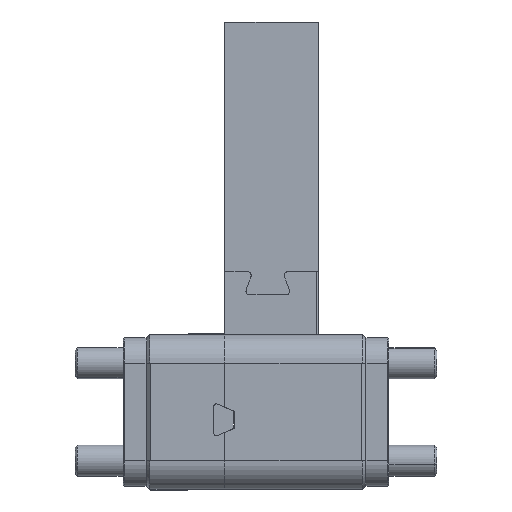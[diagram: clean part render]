
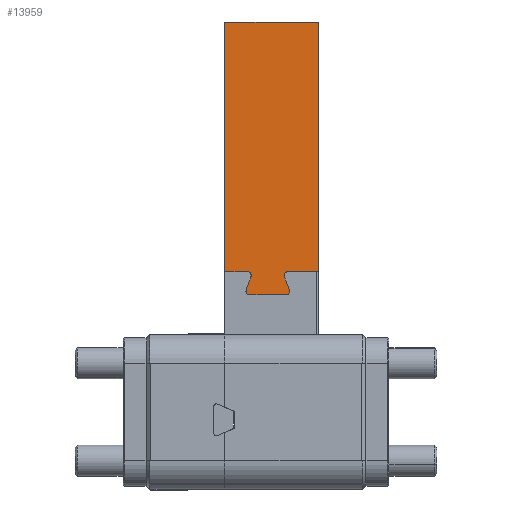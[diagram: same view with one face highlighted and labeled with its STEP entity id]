
A CAD part, left-side view. The second image highlights one B-rep face of the part: STEP entity #13959.
In plain terms, the highlighted face is planar.
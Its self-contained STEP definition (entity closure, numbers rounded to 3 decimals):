
#288 = CARTESIAN_POINT ( 'NONE',  ( 12., 0., 0. ) ) ;
#418 = CARTESIAN_POINT ( 'NONE',  ( 12., 0., -32. ) ) ;
#763 = VERTEX_POINT ( 'NONE', #6317 ) ;
#901 = DIRECTION ( 'NONE',  ( 0., 1., 0. ) ) ;
#976 = CARTESIAN_POINT ( 'NONE',  ( 3.214, 0., -35. ) ) ;
#1073 = CARTESIAN_POINT ( 'NONE',  ( 8.122, 0., -32. ) ) ;
#1084 = DIRECTION ( 'NONE',  ( 0., 0., -1. ) ) ;
#1139 = VERTEX_POINT ( 'NONE', #1987 ) ;
#1176 = AXIS2_PLACEMENT_3D ( 'NONE', #7334, #901, #8420 ) ;
#1408 = VERTEX_POINT ( 'NONE', #418 ) ;
#1543 = VECTOR ( 'NONE', #6404, 1000. ) ;
#1623 = ORIENTED_EDGE ( 'NONE', *, *, #9171, .T. ) ;
#1772 = CARTESIAN_POINT ( 'NONE',  ( 8.122, 0., -32.5 ) ) ;
#1987 = CARTESIAN_POINT ( 'NONE',  ( 0., 0., 0. ) ) ;
#2193 = CIRCLE ( 'NONE', #5463, 0.5 ) ;
#2613 = LINE ( 'NONE', #13632, #2634 ) ;
#2634 = VECTOR ( 'NONE', #2870, 1000. ) ;
#2844 = DIRECTION ( 'NONE',  ( 0., 1., 0. ) ) ;
#2870 = DIRECTION ( 'NONE',  ( 0.342, 0., 0.94 ) ) ;
#2872 = VERTEX_POINT ( 'NONE', #1073 ) ;
#3065 = VECTOR ( 'NONE', #10259, 1000. ) ;
#3087 = ORIENTED_EDGE ( 'NONE', *, *, #6042, .F. ) ;
#3152 = CARTESIAN_POINT ( 'NONE',  ( 7.786, 0., -34.5 ) ) ;
#3266 = EDGE_CURVE ( 'NONE', #12840, #10878, #2613, .T. ) ;
#3377 = AXIS2_PLACEMENT_3D ( 'NONE', #8932, #12152, #4578 ) ;
#3390 = VERTEX_POINT ( 'NONE', #7426 ) ;
#3591 = ORIENTED_EDGE ( 'NONE', *, *, #8780, .T. ) ;
#3773 = ORIENTED_EDGE ( 'NONE', *, *, #7923, .F. ) ;
#3871 = LINE ( 'NONE', #11938, #11289 ) ;
#3909 = CARTESIAN_POINT ( 'NONE',  ( 12., 0., 0. ) ) ;
#4126 = DIRECTION ( 'NONE',  ( 0., 0., 1. ) ) ;
#4404 = ORIENTED_EDGE ( 'NONE', *, *, #9172, .T. ) ;
#4407 = CARTESIAN_POINT ( 'NONE',  ( 7.652, 0., -32.671 ) ) ;
#4542 = CIRCLE ( 'NONE', #1176, 0.5 ) ;
#4578 = DIRECTION ( 'NONE',  ( 0., 0., 1. ) ) ;
#4582 = ORIENTED_EDGE ( 'NONE', *, *, #10131, .F. ) ;
#4619 = LINE ( 'NONE', #288, #5629 ) ;
#5292 = CIRCLE ( 'NONE', #6607, 0.5 ) ;
#5376 = EDGE_CURVE ( 'NONE', #1408, #2872, #8796, .T. ) ;
#5463 = AXIS2_PLACEMENT_3D ( 'NONE', #3152, #7477, #4126 ) ;
#5629 = VECTOR ( 'NONE', #8940, 1000. ) ;
#5660 = VECTOR ( 'NONE', #7773, 1000. ) ;
#5953 = EDGE_CURVE ( 'NONE', #7708, #10878, #4542, .T. ) ;
#6001 = EDGE_CURVE ( 'NONE', #763, #3390, #2193, .T. ) ;
#6042 = EDGE_CURVE ( 'NONE', #11742, #763, #6063, .T. ) ;
#6063 = LINE ( 'NONE', #8467, #1543 ) ;
#6238 = CARTESIAN_POINT ( 'NONE',  ( 0., 0., -32. ) ) ;
#6317 = CARTESIAN_POINT ( 'NONE',  ( 8.256, 0., -34.329 ) ) ;
#6404 = DIRECTION ( 'NONE',  ( 0.342, 0., -0.94 ) ) ;
#6556 = DIRECTION ( 'NONE',  ( -1., 0., 0. ) ) ;
#6607 = AXIS2_PLACEMENT_3D ( 'NONE', #1772, #2844, #12565 ) ;
#7109 = VECTOR ( 'NONE', #7767, 1000. ) ;
#7334 = CARTESIAN_POINT ( 'NONE',  ( 2.878, 0., -32.5 ) ) ;
#7381 = ORIENTED_EDGE ( 'NONE', *, *, #5376, .F. ) ;
#7426 = CARTESIAN_POINT ( 'NONE',  ( 7.786, 0., -35. ) ) ;
#7477 = DIRECTION ( 'NONE',  ( 0., 1., 0. ) ) ;
#7708 = VERTEX_POINT ( 'NONE', #13812 ) ;
#7713 = CARTESIAN_POINT ( 'NONE',  ( 12., 0., -32. ) ) ;
#7767 = DIRECTION ( 'NONE',  ( -1., 0., 0. ) ) ;
#7773 = DIRECTION ( 'NONE',  ( 0., 0., -1. ) ) ;
#7923 = EDGE_CURVE ( 'NONE', #11308, #1408, #8890, .T. ) ;
#7982 = CIRCLE ( 'NONE', #8866, 0.5 ) ;
#8257 = DIRECTION ( 'NONE',  ( 0., 0., -1. ) ) ;
#8420 = DIRECTION ( 'NONE',  ( 0., 0., 1. ) ) ;
#8451 = VERTEX_POINT ( 'NONE', #6238 ) ;
#8467 = CARTESIAN_POINT ( 'NONE',  ( 7.408, 0., -32. ) ) ;
#8509 = LINE ( 'NONE', #12526, #12741 ) ;
#8780 = EDGE_CURVE ( 'NONE', #11308, #1139, #4619, .T. ) ;
#8796 = LINE ( 'NONE', #10305, #3065 ) ;
#8866 = AXIS2_PLACEMENT_3D ( 'NONE', #9731, #13003, #1084 ) ;
#8890 = LINE ( 'NONE', #13160, #5660 ) ;
#8913 = CARTESIAN_POINT ( 'NONE',  ( 2.744, 0., -34.329 ) ) ;
#8932 = CARTESIAN_POINT ( 'NONE',  ( 12., 0., 0. ) ) ;
#8940 = DIRECTION ( 'NONE',  ( -1., 0., 0. ) ) ;
#9171 = EDGE_CURVE ( 'NONE', #1139, #8451, #8509, .T. ) ;
#9172 = EDGE_CURVE ( 'NONE', #11742, #2872, #5292, .T. ) ;
#9336 = ORIENTED_EDGE ( 'NONE', *, *, #10731, .F. ) ;
#9495 = ORIENTED_EDGE ( 'NONE', *, *, #5953, .T. ) ;
#9731 = CARTESIAN_POINT ( 'NONE',  ( 3.214, 0., -34.5 ) ) ;
#9869 = ORIENTED_EDGE ( 'NONE', *, *, #3266, .F. ) ;
#10126 = VERTEX_POINT ( 'NONE', #976 ) ;
#10131 = EDGE_CURVE ( 'NONE', #10126, #12840, #7982, .T. ) ;
#10259 = DIRECTION ( 'NONE',  ( -1., 0., 0. ) ) ;
#10305 = CARTESIAN_POINT ( 'NONE',  ( 12., 0., -32. ) ) ;
#10479 = ORIENTED_EDGE ( 'NONE', *, *, #6001, .F. ) ;
#10724 = EDGE_LOOP ( 'NONE', ( #1623, #9336, #9495, #9869, #4582, #11723, #10479, #3087, #4404, #7381, #3773, #3591 ) ) ;
#10731 = EDGE_CURVE ( 'NONE', #7708, #8451, #13366, .T. ) ;
#10878 = VERTEX_POINT ( 'NONE', #11168 ) ;
#11168 = CARTESIAN_POINT ( 'NONE',  ( 3.348, 0., -32.671 ) ) ;
#11289 = VECTOR ( 'NONE', #6556, 1000. ) ;
#11308 = VERTEX_POINT ( 'NONE', #3909 ) ;
#11723 = ORIENTED_EDGE ( 'NONE', *, *, #12162, .F. ) ;
#11742 = VERTEX_POINT ( 'NONE', #4407 ) ;
#11938 = CARTESIAN_POINT ( 'NONE',  ( 3.214, 0., -35. ) ) ;
#12152 = DIRECTION ( 'NONE',  ( 0., 1., 0. ) ) ;
#12162 = EDGE_CURVE ( 'NONE', #3390, #10126, #3871, .T. ) ;
#12242 = PLANE ( 'NONE',  #3377 ) ;
#12479 = FACE_OUTER_BOUND ( 'NONE', #10724, .T. ) ;
#12526 = CARTESIAN_POINT ( 'NONE',  ( 0., 0., 0. ) ) ;
#12565 = DIRECTION ( 'NONE',  ( 0., 0., 1. ) ) ;
#12741 = VECTOR ( 'NONE', #8257, 1000. ) ;
#12840 = VERTEX_POINT ( 'NONE', #8913 ) ;
#13003 = DIRECTION ( 'NONE',  ( 0., 1., 0. ) ) ;
#13160 = CARTESIAN_POINT ( 'NONE',  ( 12., 0., 0. ) ) ;
#13366 = LINE ( 'NONE', #7713, #7109 ) ;
#13632 = CARTESIAN_POINT ( 'NONE',  ( 3.592, 0., -32. ) ) ;
#13812 = CARTESIAN_POINT ( 'NONE',  ( 2.878, 0., -32. ) ) ;
#13959 = ADVANCED_FACE ( 'NONE', ( #12479 ), #12242, .F. ) ;
